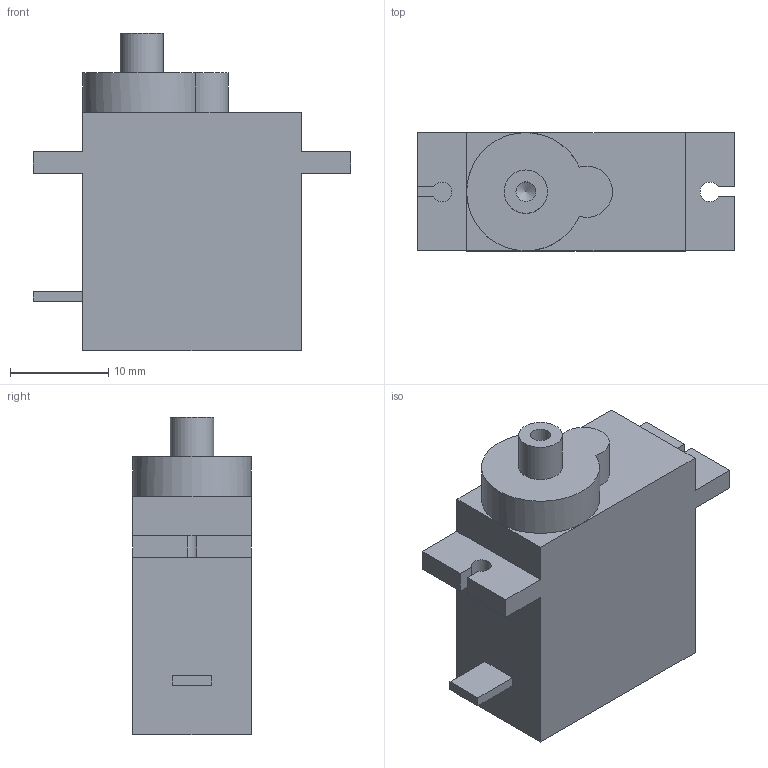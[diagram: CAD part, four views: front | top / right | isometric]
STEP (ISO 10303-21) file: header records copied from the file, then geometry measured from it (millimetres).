
FILE_DESCRIPTION(/* description */ (''),/* implementation_level */ '2;1');
FILE_NAME(/* name */ 'mg90s-servo.stp',/* time_stamp */ '2024-04-22T22:41:09+08:00',/* author */ ('Toby'),/* organization */ (''),/* preprocessor_version */ 'ST-DEVELOPER v18.1',/* originating_system */ 'Autodesk Inventor 2021',/* authorisation */ '');
FILE_SCHEMA (('AUTOMOTIVE_DESIGN { 1 0 10303 214 3 1 1 }'));
Length unit declared in the file: millimetre
Products named in the file (1): mg90s-servo
Bounding box: 32.2 x 12 x 32.2 mm (x, y, z)
Volume: 7260.7 mm3; surface area: 2786.2 mm2
Topology: 1 solids, 1 shells, 36 faces, 96 edges, 64 vertices
Faces by surface type: plane 29, cylinder 6, cone 1
Full cylindrical faces by diameter (mm): 2 x1, 4.4 x1
Entity records: 1155 total; most frequent: CARTESIAN_POINT 196, ORIENTED_EDGE 190, DIRECTION 188, EDGE_CURVE 95, LINE 76, VECTOR 76, VERTEX_POINT 64, AXIS2_PLACEMENT_3D 56
